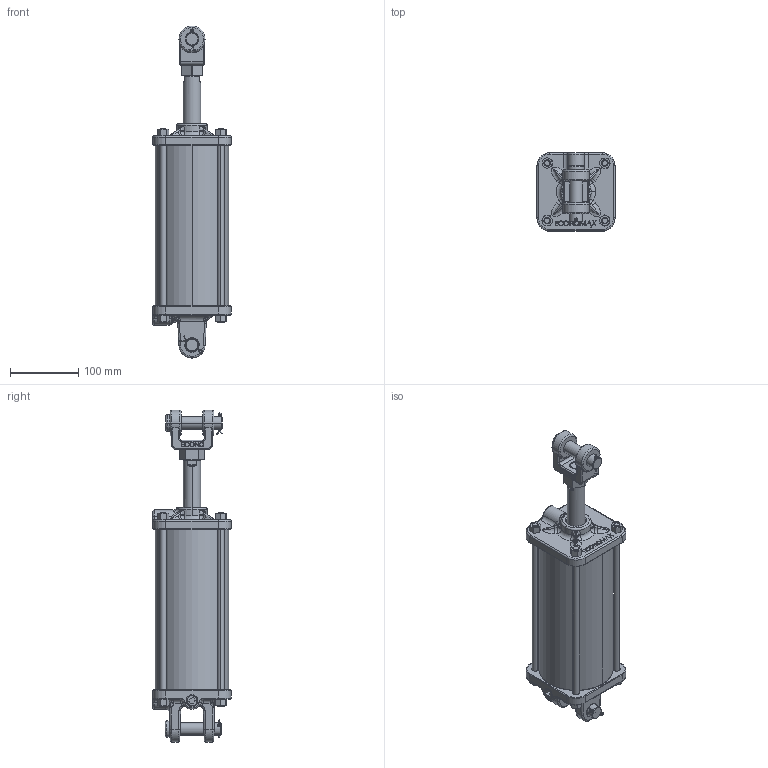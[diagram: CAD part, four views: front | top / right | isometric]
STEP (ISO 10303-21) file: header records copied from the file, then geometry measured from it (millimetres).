
FILE_DESCRIPTION (( 'STEP AP203' ), '1' );
FILE_NAME ('EA4S080D2N092NS.STEP', '2022-01-25T13:23:22', ( '' ), ( '' ), 'SwSTEP 2.0', 'SolidWorks 2021', '' );
FILE_SCHEMA (( 'CONFIG_CONTROL_DESIGN' ));
Length unit declared in the file: inch
Products named in the file (15): 4.0T8S LOGOTM; 18cotter pin X .75; ZY-CP-290; 1R8S063-18M4; BDC-07M; 18cotter pin X 1.13; E4H  AS CAST RIBS MACHINED REV3; EA4S080D2N092NS; APT40-0.75-16; 5409-06V; E4C AS CAST RIBS MACHINED REV3; 038HEXNUT; 38-24TR8B
Assembly tree (25 placements, depth 3):
  EA4S080D2N092NS
    E4H  AS CAST RIBS MACHINED REV3
    E4C AS CAST RIBS MACHINED REV3
    1R8S063-18M4
    4.0T8S LOGOTM
    APT40-0.75-16
    ZY-CP-290
      ZY-CP-290
      18cotter pin X .75
    BDC-07M
      BDC-07M
      ZY-CP-290
      18cotter pin X 1.13
    38-24TR8B  x4
    038HEXNUT  x8
    5409-06V
Bounding box: 114.3 x 114.3 x 485.77 mm (x, y, z)
Volume: 1279867.6 mm3; surface area: 386972 mm2
Topology: 23 solids, 23 shells, 1677 faces, 3929 edges, 2345 vertices
Faces by surface type: cone 510, plane 416, bspline 304, cylinder 252, torus 163, sphere 32
Entity records: 62842 total; most frequent: CARTESIAN_POINT 34270, ORIENTED_EDGE 5862, DIRECTION 5127, EDGE_CURVE 2931, AXIS2_PLACEMENT_3D 2015, VERTEX_POINT 1771, EDGE_LOOP 1348, FACE_OUTER_BOUND 1248
